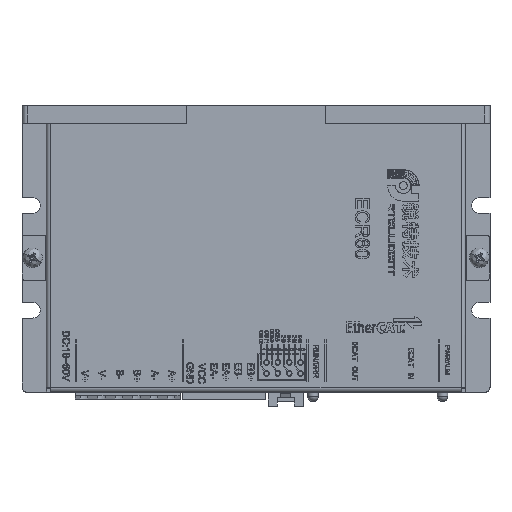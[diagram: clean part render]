
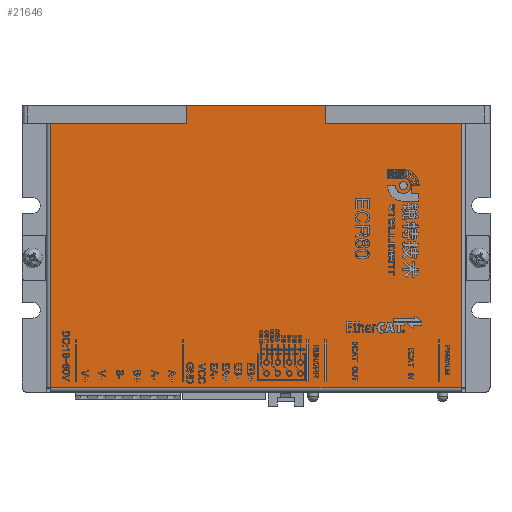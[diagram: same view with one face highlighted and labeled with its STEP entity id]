
A CAD part, top view. The second image highlights one B-rep face of the part: STEP entity #21646.
In plain terms, the highlighted planar face has unit normal (0, 0, 1).
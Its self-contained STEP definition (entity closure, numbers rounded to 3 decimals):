
#750=DIRECTION('',(1.,0.,0.));
#751=VECTOR('',#750,38.8);
#752=CARTESIAN_POINT('',(19.967,36.,29.067));
#753=LINE('',#752,#751);
#2567=DIRECTION('',(0.,1.,0.));
#2568=VECTOR('',#2567,75.8);
#2569=CARTESIAN_POINT('',(58.767,-39.8,29.067));
#2570=LINE('',#2569,#2568);
#2571=CARTESIAN_POINT('',(19.967,36.1,29.067));
#2572=DIRECTION('',(0.,0.,-1.));
#2573=DIRECTION('',(0.,-1.,0.));
#2574=AXIS2_PLACEMENT_3D('',#2571,#2572,#2573);
#2576=CARTESIAN_POINT('',(-20.033,36.1,29.067));
#2577=DIRECTION('',(0.,0.,-1.));
#2578=DIRECTION('',(1.,0.,0.));
#2579=AXIS2_PLACEMENT_3D('',#2576,#2577,#2578);
#2581=CARTESIAN_POINT('',(-19.833,40.9,29.067));
#2582=DIRECTION('',(0.,0.,1.));
#2583=DIRECTION('',(0.,1.,0.));
#2584=AXIS2_PLACEMENT_3D('',#2581,#2582,#2583);
#2586=DIRECTION('',(-1.,0.,0.));
#2587=VECTOR('',#2586,39.6);
#2588=CARTESIAN_POINT('',(19.767,41.,29.067));
#2589=LINE('',#2588,#2587);
#2590=CARTESIAN_POINT('',(19.767,40.9,29.067));
#2591=DIRECTION('',(0.,0.,1.));
#2592=DIRECTION('',(1.,0.,0.));
#2593=AXIS2_PLACEMENT_3D('',#2590,#2591,#2592);
#2595=DIRECTION('',(0.,-1.,0.));
#2596=VECTOR('',#2595,4.8);
#2597=CARTESIAN_POINT('',(19.867,40.9,29.067));
#2598=LINE('',#2597,#2596);
#2623=DIRECTION('',(0.,1.,0.));
#2624=VECTOR('',#2623,4.8);
#2625=CARTESIAN_POINT('',(-19.933,36.1,29.067));
#2626=LINE('',#2625,#2624);
#2639=DIRECTION('',(1.,0.,0.));
#2640=VECTOR('',#2639,38.8);
#2641=CARTESIAN_POINT('',(-58.833,36.,29.067));
#2642=LINE('',#2641,#2640);
#2661=DIRECTION('',(0.,-1.,0.));
#2662=VECTOR('',#2661,75.8);
#2663=CARTESIAN_POINT('',(-58.833,36.,29.067));
#2664=LINE('',#2663,#2662);
#11874=DIRECTION('',(1.,0.,0.));
#11875=VECTOR('',#11874,117.6);
#11876=CARTESIAN_POINT('',(-58.833,-39.8,29.067));
#11877=LINE('',#11876,#11875);
#14524=CARTESIAN_POINT('',(-58.833,-39.8,29.067));
#14525=VERTEX_POINT('',#14524);
#14548=CARTESIAN_POINT('',(19.767,41.,29.067));
#14549=CARTESIAN_POINT('',(-19.833,41.,29.067));
#14550=VERTEX_POINT('',#14548);
#14551=VERTEX_POINT('',#14549);
#14552=CARTESIAN_POINT('',(19.867,40.9,29.067));
#14553=CARTESIAN_POINT('',(19.867,36.1,29.067));
#14554=VERTEX_POINT('',#14552);
#14555=VERTEX_POINT('',#14553);
#14556=CARTESIAN_POINT('',(19.967,36.,29.067));
#14557=VERTEX_POINT('',#14556);
#14558=CARTESIAN_POINT('',(58.767,36.,29.067));
#14559=VERTEX_POINT('',#14558);
#14560=CARTESIAN_POINT('',(58.767,-39.8,29.067));
#14561=VERTEX_POINT('',#14560);
#14562=CARTESIAN_POINT('',(-58.833,36.,29.067));
#14563=VERTEX_POINT('',#14562);
#14564=CARTESIAN_POINT('',(-20.033,36.,29.067));
#14565=VERTEX_POINT('',#14564);
#14566=CARTESIAN_POINT('',(-19.933,36.1,29.067));
#14567=VERTEX_POINT('',#14566);
#14568=CARTESIAN_POINT('',(-19.933,40.9,29.067));
#14569=VERTEX_POINT('',#14568);
#21617=CARTESIAN_POINT('',(-0.033,0.6,29.067));
#21618=DIRECTION('',(0.,0.,1.));
#21619=DIRECTION('',(1.,0.,0.));
#21620=AXIS2_PLACEMENT_3D('',#21617,#21618,#21619);
#21621=PLANE('',#21620);
#21623=ORIENTED_EDGE('',*,*,#21622,.T.);
#21625=ORIENTED_EDGE('',*,*,#21624,.F.);
#21626=ORIENTED_EDGE('',*,*,#18722,.T.);
#21627=ORIENTED_EDGE('',*,*,#21604,.F.);
#21629=ORIENTED_EDGE('',*,*,#21628,.F.);
#21631=ORIENTED_EDGE('',*,*,#21630,.F.);
#21633=ORIENTED_EDGE('',*,*,#21632,.T.);
#21635=ORIENTED_EDGE('',*,*,#21634,.F.);
#21637=ORIENTED_EDGE('',*,*,#21636,.T.);
#21639=ORIENTED_EDGE('',*,*,#21638,.F.);
#21641=ORIENTED_EDGE('',*,*,#21640,.F.);
#21643=ORIENTED_EDGE('',*,*,#21642,.F.);
#21644=EDGE_LOOP('',(#21623,#21625,#21626,#21627,#21629,#21631,#21633,#21635,
#21637,#21639,#21641,#21643));
#21645=FACE_OUTER_BOUND('',#21644,.F.);
#21646=ADVANCED_FACE('',(#21645),#21621,.T.);
#2575=CIRCLE('',#2574,0.1);
#2580=CIRCLE('',#2579,0.1);
#2585=CIRCLE('',#2584,0.1);
#2594=CIRCLE('',#2593,0.1);
#18722=EDGE_CURVE('',#14557,#14559,#753,.T.);
#21604=EDGE_CURVE('',#14561,#14559,#2570,.T.);
#21622=EDGE_CURVE('',#14554,#14555,#2598,.T.);
#21624=EDGE_CURVE('',#14557,#14555,#2575,.T.);
#21628=EDGE_CURVE('',#14525,#14561,#11877,.T.);
#21630=EDGE_CURVE('',#14563,#14525,#2664,.T.);
#21632=EDGE_CURVE('',#14563,#14565,#2642,.T.);
#21634=EDGE_CURVE('',#14567,#14565,#2580,.T.);
#21636=EDGE_CURVE('',#14567,#14569,#2626,.T.);
#21638=EDGE_CURVE('',#14551,#14569,#2585,.T.);
#21640=EDGE_CURVE('',#14550,#14551,#2589,.T.);
#21642=EDGE_CURVE('',#14554,#14550,#2594,.T.);
